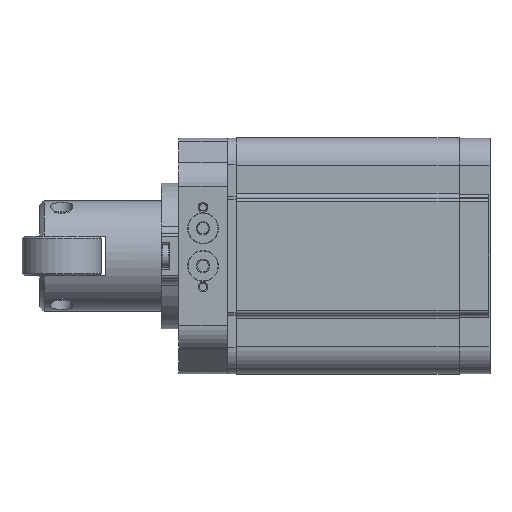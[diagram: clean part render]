
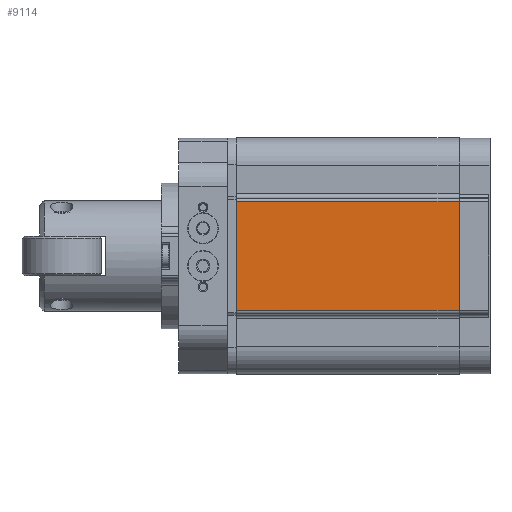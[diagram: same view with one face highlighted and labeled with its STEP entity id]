
A CAD part, left-side view. The second image highlights one B-rep face of the part: STEP entity #9114.
In plain terms, the highlighted planar face has unit normal (-1, 0, 0).
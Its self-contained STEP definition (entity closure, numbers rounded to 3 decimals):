
#872=ORIENTED_EDGE('',*,*,#2694,.T.);
#873=ORIENTED_EDGE('',*,*,#2695,.F.);
#874=ORIENTED_EDGE('',*,*,#2501,.F.);
#875=ORIENTED_EDGE('',*,*,#2696,.T.);
#2501=EDGE_CURVE('',#3452,#3453,#4116,.T.);
#2694=EDGE_CURVE('',#3605,#3606,#4241,.T.);
#2695=EDGE_CURVE('',#3453,#3606,#4242,.T.);
#2696=EDGE_CURVE('',#3452,#3605,#4243,.T.);
#3452=VERTEX_POINT('',#12385);
#3453=VERTEX_POINT('',#12387);
#3605=VERTEX_POINT('',#12784);
#3606=VERTEX_POINT('',#12785);
#4116=LINE('',#12386,#4700);
#4241=LINE('',#12783,#4825);
#4242=LINE('',#12786,#4826);
#4243=LINE('',#12787,#4827);
#4700=VECTOR('',#10268,1000.);
#4825=VECTOR('',#10633,1000.);
#4826=VECTOR('',#10634,1000.);
#4827=VECTOR('',#10635,1000.);
#5343=EDGE_LOOP('',(#872,#873,#874,#875));
#5887=FACE_BOUND('',#5343,.T.);
#6403=PLANE('',#9616);
#9114=ADVANCED_FACE('',(#5887),#6403,.F.);
#9616=AXIS2_PLACEMENT_3D('',#12782,#10631,#10632);
#10268=DIRECTION('',(0.,0.,1.));
#10631=DIRECTION('',(1.,0.,0.));
#10632=DIRECTION('',(0.,0.,-1.));
#10633=DIRECTION('',(0.,0.,1.));
#10634=DIRECTION('',(0.,-1.,0.));
#10635=DIRECTION('',(0.,-1.,0.));
#12385=CARTESIAN_POINT('',(-57.5,115.,-24.7));
#12386=CARTESIAN_POINT('',(-57.5,115.,-24.7));
#12387=CARTESIAN_POINT('',(-57.5,115.,24.7));
#12782=CARTESIAN_POINT('',(-57.5,115.,-24.7));
#12783=CARTESIAN_POINT('',(-57.5,14.,-24.7));
#12784=CARTESIAN_POINT('',(-57.5,14.,-24.7));
#12785=CARTESIAN_POINT('',(-57.5,14.,24.7));
#12786=CARTESIAN_POINT('',(-57.5,115.,24.7));
#12787=CARTESIAN_POINT('',(-57.5,115.,-24.7));
